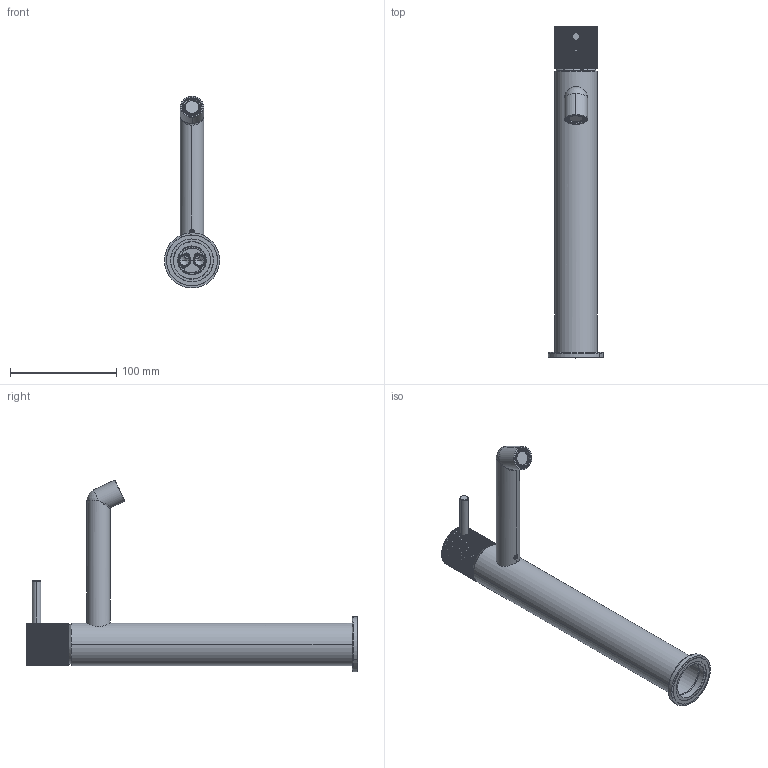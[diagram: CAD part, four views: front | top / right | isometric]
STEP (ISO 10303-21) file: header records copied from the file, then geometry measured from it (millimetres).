
FILE_DESCRIPTION((''),'2;1');
FILE_NAME('64009_ASM','2023-07-16T13:18:08',('dell'),(''),'CREO PARAMETRIC BY PTC INC, 2019224','CREO PARAMETRIC BY PTC INC, 2019224','');
FILE_SCHEMA(('CONFIG_CONTROL_DESIGN'));
Length unit declared in the file: millimetre
Products named in the file (24): 615-0301_X2_4E3B4F537BA1_X-3141; 615-0301_X2_4E3B4F537BA1_X-3140; CT25UF001_X2_960082AF_X0__ID106; _X2_516D89D2538B5E3D_X0__ID102_; 615-0101__X2_76F4_X0___ID98_X_T; _X2_7EBD73C0_X0_M18_5X1_X2_51_1; 873-0100__X2_9B03_X0___ID66_X_T; 48X40_5X4_X2_57AB7247_X0__ID6_1; M5X3_X2_87BA4E1D_X0__ID58_X_T_1; 5_5X3_X2_58355934_X0__ID54_X__1; _X2_535551B751FA6C347BA18FDB6_1; O_X2_578B5708_X0_15X2_ID46_X__1; O_X2_578B5708_X0_15X2_ID42_X__1; O_X2_578B5708_X0_13X1_5_ID38__1; M5X4_X2_5C16593487BA4E1D_X0___1; 615-0301_X2_51FA6C347BA1_X0__ID; O_X2_578B5708_X0_33X2_ID26_X_T_; O_X2_578B5708_X0_27X2_ID22_X_T_; 615-0101_X2_88C5997076D6_X0_B_I; O_X2_578B5708_X0_34X2_ID14_X_T_; 615-0301_X_T_1_ASM_1_ASM_1_ASM; 615-0301_X_T_ASM_1_ASM_1_ASM; ENGLIWTHKR_ASM_1_ASM; 64009_ASM
Assembly tree (23 placements, depth 5):
  64009_ASM
    ENGLIWTHKR_ASM_1_ASM
      615-0301_X_T_ASM_1_ASM_1_ASM
        615-0301_X_T_1_ASM_1_ASM_1_ASM
          615-0301_X2_4E3B4F537BA1_X-3141
          615-0301_X2_4E3B4F537BA1_X-3140
          CT25UF001_X2_960082AF_X0__ID106
          _X2_516D89D2538B5E3D_X0__ID102_
          615-0101__X2_76F4_X0___ID98_X_T
          _X2_7EBD73C0_X0_M18_5X1_X2_51_1
          873-0100__X2_9B03_X0___ID66_X_T
          48X40_5X4_X2_57AB7247_X0__ID6_1
          M5X3_X2_87BA4E1D_X0__ID58_X_T_1
          5_5X3_X2_58355934_X0__ID54_X__1
          _X2_535551B751FA6C347BA18FDB6_1
          O_X2_578B5708_X0_15X2_ID46_X__1
          O_X2_578B5708_X0_15X2_ID42_X__1
          O_X2_578B5708_X0_13X1_5_ID38__1
          M5X4_X2_5C16593487BA4E1D_X0___1
          615-0301_X2_51FA6C347BA1_X0__ID
          O_X2_578B5708_X0_33X2_ID26_X_T_
          O_X2_578B5708_X0_27X2_ID22_X_T_
          615-0101_X2_88C5997076D6_X0_B_I
          O_X2_578B5708_X0_34X2_ID14_X_T_
Bounding box: 51.92 x 312.9 x 180.86 mm (x, y, z)
Volume: 158616.1 mm3; surface area: 131528.9 mm2
Topology: 19 solids, 20 shells, 1169 faces, 3211 edges, 2116 vertices
Faces by surface type: cylinder 467, plane 439, torus 158, cone 88, bspline 14, extrusion 2, sphere 1
Entity records: 50055 total; most frequent: CARTESIAN_POINT 19649, ORIENTED_EDGE 6392, DIRECTION 6326, EDGE_CURVE 3203, AXIS2_PLACEMENT_3D 2420, VERTEX_POINT 2116, VECTOR 1486, LINE 1484
